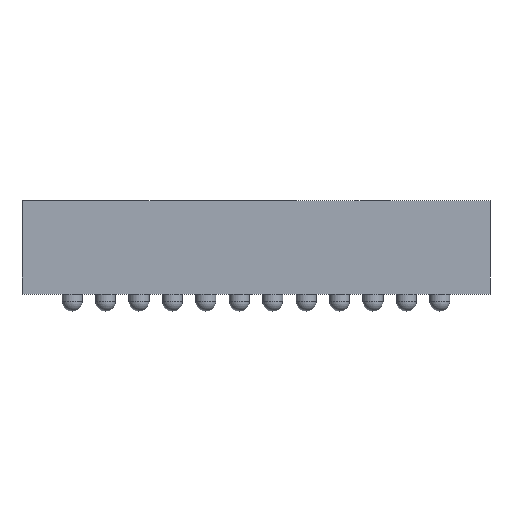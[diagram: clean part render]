
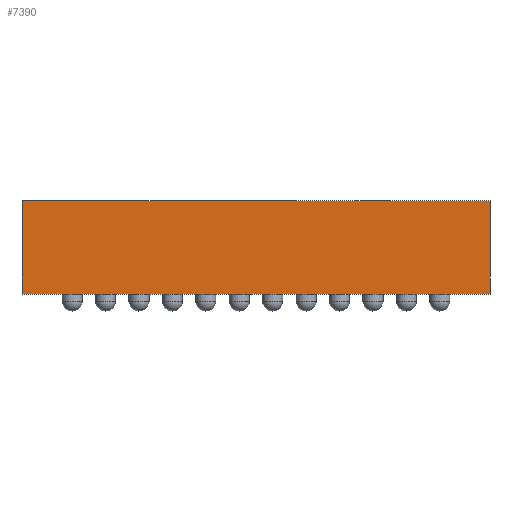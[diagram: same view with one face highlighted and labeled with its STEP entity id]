
A CAD part, left-side view. The second image highlights one B-rep face of the part: STEP entity #7390.
In plain terms, the highlighted planar face has unit normal (-1, 0, 0).
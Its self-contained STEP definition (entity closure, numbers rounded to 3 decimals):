
#7390=ADVANCED_FACE('',(#15667),#15669,.T.);
#15667=FACE_BOUND('',#15668,.T.);
#15668=EDGE_LOOP('',(#22213,#22214,#22215,#22216));
#15669=PLANE('',#15670);
#15670=AXIS2_PLACEMENT_3D('',#15671,#15672,#15673);
#15671=CARTESIAN_POINT('',(0.,7.,0.));
#15672=DIRECTION('',(-1.,0.,0.));
#15673=DIRECTION('',(0.,-1.,0.));
#22213=ORIENTED_EDGE('',*,*,#25993,.T.);
#22214=ORIENTED_EDGE('',*,*,#25994,.T.);
#22215=ORIENTED_EDGE('',*,*,#23693,.F.);
#22216=ORIENTED_EDGE('',*,*,#25992,.F.);
#23693=EDGE_CURVE('',#26527,#26529,#26530,.T.);
#25992=EDGE_CURVE('',#30326,#26527,#30328,.T.);
#25993=EDGE_CURVE('',#30326,#30329,#30330,.T.);
#25994=EDGE_CURVE('',#30329,#26529,#30331,.T.);
#26527=VERTEX_POINT('',#31446);
#26529=VERTEX_POINT('',#31450);
#26530=LINE('',#31451,#31452);
#30326=VERTEX_POINT('',#40137);
#30328=LINE('',#40141,#40142);
#30329=VERTEX_POINT('',#40144);
#30330=LINE('',#40145,#40146);
#30331=LINE('',#40148,#40149);
#31446=CARTESIAN_POINT('',(0.,7.,1.4));
#31450=CARTESIAN_POINT('',(0.,0.,1.4));
#31451=CARTESIAN_POINT('',(0.,7.,1.4));
#31452=VECTOR('',#31453,1.);
#31453=DIRECTION('',(0.,-1.,0.));
#40137=CARTESIAN_POINT('',(0.,7.,0.));
#40141=CARTESIAN_POINT('',(0.,7.,0.));
#40142=VECTOR('',#40143,1.);
#40143=DIRECTION('',(0.,0.,1.));
#40144=CARTESIAN_POINT('',(0.,0.,0.));
#40145=CARTESIAN_POINT('',(0.,7.,0.));
#40146=VECTOR('',#40147,1.);
#40147=DIRECTION('',(0.,-1.,0.));
#40148=CARTESIAN_POINT('',(0.,0.,0.));
#40149=VECTOR('',#40150,1.);
#40150=DIRECTION('',(0.,0.,1.));
